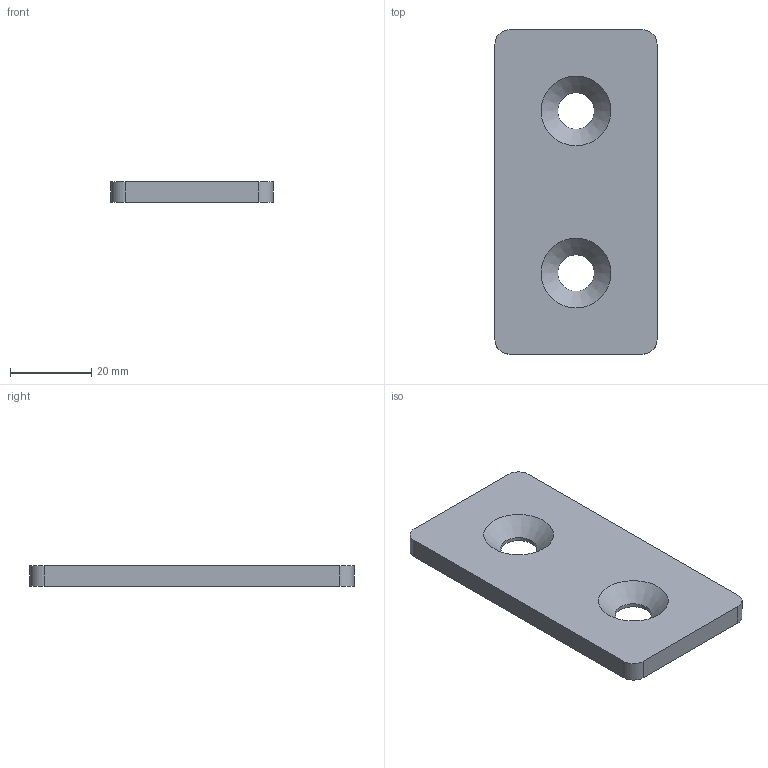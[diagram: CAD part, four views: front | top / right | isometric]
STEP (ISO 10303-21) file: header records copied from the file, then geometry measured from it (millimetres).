
FILE_DESCRIPTION(/* description */ ('Lasche 40x80 St.'),/* implementation_level */ '2;1');
FILE_NAME(/* name */ 'SZ0960S-A.stp',/* time_stamp */ '2015-11-19T16:09:54+01:00',/* author */ ('Marina Kaa'),/* organization */ (''),/* preprocessor_version */ 'ST-DEVELOPER v15.6',/* originating_system */ 'Autodesk Inventor 2015',/* authorisation */ '2');
FILE_SCHEMA (('AUTOMOTIVE_DESIGN { 1 0 10303 214 3 1 1 }'));
Length unit declared in the file: millimetre
Products named in the file (1): SZ0960S-A
Bounding box: 40 x 80 x 5 mm (x, y, z)
Volume: 14691.6 mm3; surface area: 7485.1 mm2
Topology: 1 solids, 1 shells, 14 faces, 36 edges, 24 vertices
Faces by surface type: cylinder 6, plane 6, cone 2
Full cylindrical faces by diameter (mm): 9 x2
Entity records: 428 total; most frequent: DIRECTION 74, CARTESIAN_POINT 67, ORIENTED_EDGE 60, EDGE_CURVE 30, AXIS2_PLACEMENT_3D 29, EDGE_LOOP 22, VERTEX_POINT 22, LINE 16
